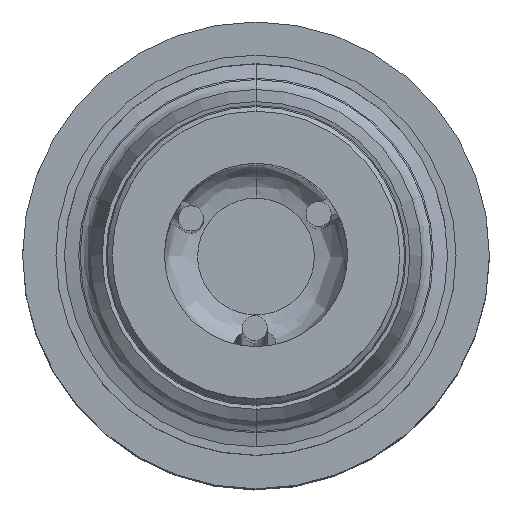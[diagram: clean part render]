
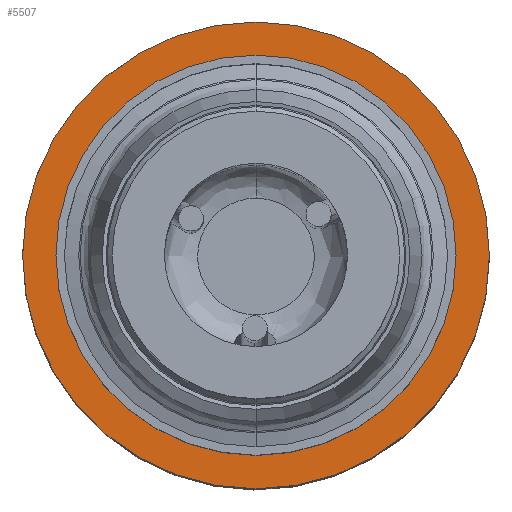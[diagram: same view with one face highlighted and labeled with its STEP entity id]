
A CAD part, top view. The second image highlights one B-rep face of the part: STEP entity #5507.
In plain terms, the highlighted face is planar.
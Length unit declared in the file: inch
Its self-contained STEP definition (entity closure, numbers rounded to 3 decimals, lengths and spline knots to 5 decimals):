
#694 = VERTEX_POINT ( 'NONE', #9980 ) ;
#695 = VERTEX_POINT ( 'NONE', #9958 ) ;
#696 = VERTEX_POINT ( 'NONE', #9957 ) ;
#697 = VERTEX_POINT ( 'NONE', #9956 ) ;
#2710 = CARTESIAN_POINT ( 'NONE',  ( 0., 0., 2.3096 ) ) ;
#2711 = DIRECTION ( 'NONE',  ( 0., 0., 1. ) ) ;
#2712 = DIRECTION ( 'NONE',  ( 0., 1., 0. ) ) ;
#2714 = CARTESIAN_POINT ( 'NONE',  ( 0., 0., 2.3096 ) ) ;
#2715 = DIRECTION ( 'NONE',  ( 0., 0., 1. ) ) ;
#2716 = DIRECTION ( 'NONE',  ( 0., 1., 0. ) ) ;
#3363 = EDGE_CURVE ( 'NONE', #695, #694, #8880, .T. ) ;
#3364 = EDGE_CURVE ( 'NONE', #697, #696, #8879, .T. ) ;
#4844 = ORIENTED_EDGE ( 'NONE', *, *, #3363, .T. ) ;
#4845 = ORIENTED_EDGE ( 'NONE', *, *, #8573, .T. ) ;
#4846 = ORIENTED_EDGE ( 'NONE', *, *, #3364, .F. ) ;
#4847 = ORIENTED_EDGE ( 'NONE', *, *, #8571, .F. ) ;
#5089 = EDGE_LOOP ( 'NONE', ( #4846, #4847 ) ) ;
#5096 = EDGE_LOOP ( 'NONE', ( #4844, #4845 ) ) ;
#5507 = ADVANCED_FACE ( 'NONE', ( #6953, #6947 ), #8280, .T. ) ;
#6588 = CIRCLE ( 'NONE', #7530, 0.875 ) ;
#6594 = CIRCLE ( 'NONE', #7529, 0.75 ) ;
#6947 = FACE_BOUND ( 'NONE', #5089, .T. ) ;
#6953 = FACE_OUTER_BOUND ( 'NONE', #5096, .T. ) ;
#7263 = AXIS2_PLACEMENT_3D ( 'NONE', #10539, #10540, #10541 ) ;
#7264 = AXIS2_PLACEMENT_3D ( 'NONE', #10543, #10544, #10545 ) ;
#7375 = AXIS2_PLACEMENT_3D ( 'NONE', #8272, #8282, #8283 ) ;
#7529 = AXIS2_PLACEMENT_3D ( 'NONE', #2710, #2711, #2712 ) ;
#7530 = AXIS2_PLACEMENT_3D ( 'NONE', #2714, #2715, #2716 ) ;
#8272 = CARTESIAN_POINT ( 'NONE',  ( 0., 0.875, 2.3096 ) ) ;
#8280 = PLANE ( 'NONE',  #7375 ) ;
#8282 = DIRECTION ( 'NONE',  ( 0., 0., 1. ) ) ;
#8283 = DIRECTION ( 'NONE',  ( 0., -1., 0. ) ) ;
#8571 = EDGE_CURVE ( 'NONE', #696, #697, #6594, .T. ) ;
#8573 = EDGE_CURVE ( 'NONE', #694, #695, #6588, .T. ) ;
#8879 = CIRCLE ( 'NONE', #7264, 0.75 ) ;
#8880 = CIRCLE ( 'NONE', #7263, 0.875 ) ;
#9956 = CARTESIAN_POINT ( 'NONE',  ( 0., 0.75, 2.3096 ) ) ;
#9957 = CARTESIAN_POINT ( 'NONE',  ( 0., -0.75, 2.3096 ) ) ;
#9958 = CARTESIAN_POINT ( 'NONE',  ( 0., 0.875, 2.3096 ) ) ;
#9980 = CARTESIAN_POINT ( 'NONE',  ( 0., -0.875, 2.3096 ) ) ;
#10539 = CARTESIAN_POINT ( 'NONE',  ( 0., 0., 2.3096 ) ) ;
#10540 = DIRECTION ( 'NONE',  ( 0., 0., 1. ) ) ;
#10541 = DIRECTION ( 'NONE',  ( 0., 1., 0. ) ) ;
#10543 = CARTESIAN_POINT ( 'NONE',  ( 0., 0., 2.3096 ) ) ;
#10544 = DIRECTION ( 'NONE',  ( 0., 0., 1. ) ) ;
#10545 = DIRECTION ( 'NONE',  ( 0., 1., 0. ) ) ;
